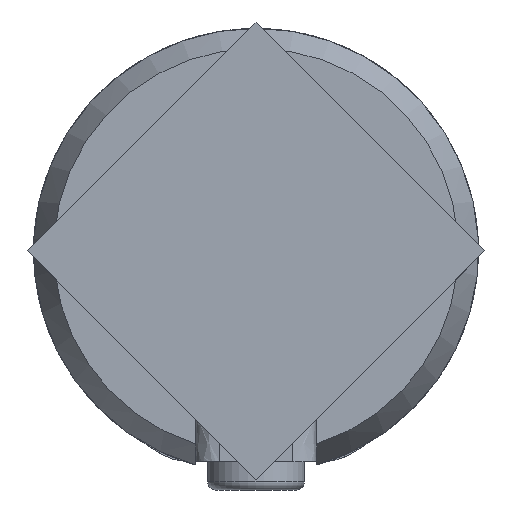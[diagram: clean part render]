
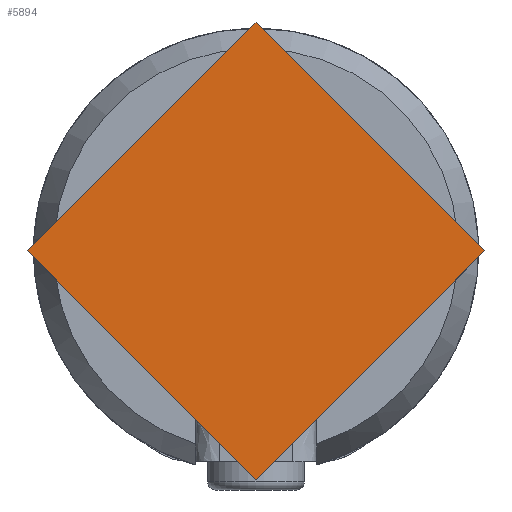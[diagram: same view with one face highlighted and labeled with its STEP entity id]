
A CAD part, front view. The second image highlights one B-rep face of the part: STEP entity #5894.
In plain terms, the highlighted planar face has unit normal (0, -1, 0).
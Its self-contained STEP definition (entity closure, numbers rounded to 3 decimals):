
#428 = DIRECTION ( 'NONE',  ( -1., 0., 0. ) ) ;
#811 = EDGE_CURVE ( 'NONE', #7429, #7977, #18715, .T. ) ;
#1141 = EDGE_CURVE ( 'NONE', #11741, #7429, #12145, .T. ) ;
#1889 = VECTOR ( 'NONE', #4242, 1000. ) ;
#3078 = ORIENTED_EDGE ( 'NONE', *, *, #12486, .F. ) ;
#3205 = EDGE_LOOP ( 'NONE', ( #12367, #4034, #3255, #3078 ) ) ;
#3255 = ORIENTED_EDGE ( 'NONE', *, *, #15916, .F. ) ;
#4034 = ORIENTED_EDGE ( 'NONE', *, *, #1141, .F. ) ;
#4242 = DIRECTION ( 'NONE',  ( 0., 0., -1. ) ) ;
#4345 = CARTESIAN_POINT ( 'NONE',  ( 2., -0.4, 2. ) ) ;
#5222 = CARTESIAN_POINT ( 'NONE',  ( -2., -0.4, -2. ) ) ;
#5894 = ADVANCED_FACE ( 'NONE', ( #20088 ), #19981, .T. ) ;
#6944 = LINE ( 'NONE', #10190, #8077 ) ;
#7367 = CARTESIAN_POINT ( 'NONE',  ( -2., -0.4, 2. ) ) ;
#7429 = VERTEX_POINT ( 'NONE', #8776 ) ;
#7605 = DIRECTION ( 'NONE',  ( 0., 0., -1. ) ) ;
#7977 = VERTEX_POINT ( 'NONE', #8862 ) ;
#8018 = AXIS2_PLACEMENT_3D ( 'NONE', #17063, #8853, #7605 ) ;
#8077 = VECTOR ( 'NONE', #17763, 1000. ) ;
#8313 = VERTEX_POINT ( 'NONE', #10303 ) ;
#8776 = CARTESIAN_POINT ( 'NONE',  ( 2., -0.4, 2. ) ) ;
#8853 = DIRECTION ( 'NONE',  ( 0., -1., 0. ) ) ;
#8862 = CARTESIAN_POINT ( 'NONE',  ( 2., -0.4, -2. ) ) ;
#9703 = CARTESIAN_POINT ( 'NONE',  ( -2., -0.4, 2. ) ) ;
#10190 = CARTESIAN_POINT ( 'NONE',  ( -2., -0.4, 2. ) ) ;
#10303 = CARTESIAN_POINT ( 'NONE',  ( -2., -0.4, -2. ) ) ;
#11694 = LINE ( 'NONE', #5222, #18072 ) ;
#11741 = VERTEX_POINT ( 'NONE', #9703 ) ;
#12145 = LINE ( 'NONE', #7367, #15854 ) ;
#12367 = ORIENTED_EDGE ( 'NONE', *, *, #811, .F. ) ;
#12486 = EDGE_CURVE ( 'NONE', #7977, #8313, #11694, .T. ) ;
#15854 = VECTOR ( 'NONE', #18798, 1000. ) ;
#15916 = EDGE_CURVE ( 'NONE', #8313, #11741, #6944, .T. ) ;
#17063 = CARTESIAN_POINT ( 'NONE',  ( 2., -0.4, -2. ) ) ;
#17763 = DIRECTION ( 'NONE',  ( 0., 0., 1. ) ) ;
#18072 = VECTOR ( 'NONE', #428, 1000. ) ;
#18715 = LINE ( 'NONE', #4345, #1889 ) ;
#18798 = DIRECTION ( 'NONE',  ( 1., 0., 0. ) ) ;
#19981 = PLANE ( 'NONE',  #8018 ) ;
#20088 = FACE_OUTER_BOUND ( 'NONE', #3205, .T. ) ;
